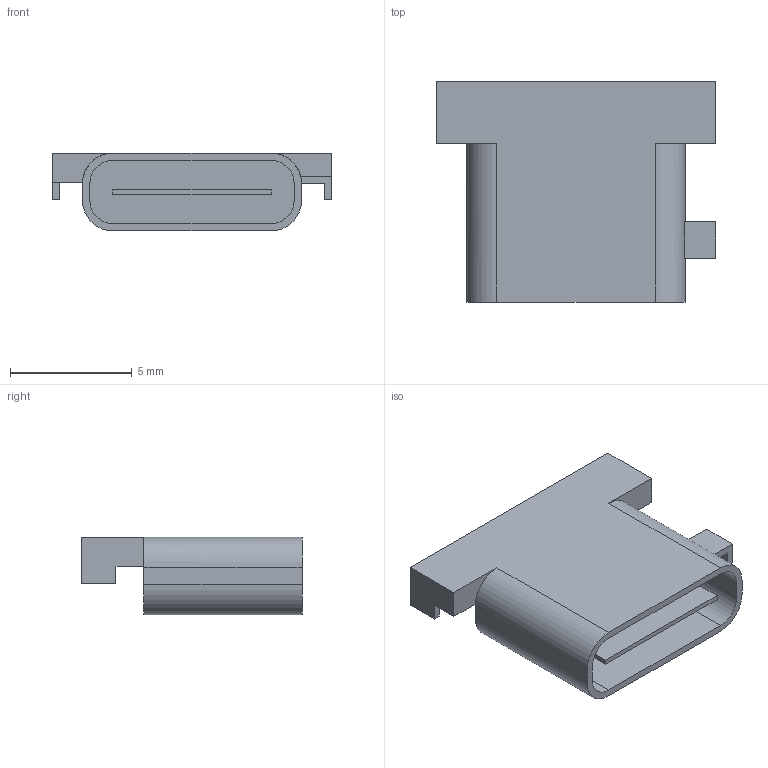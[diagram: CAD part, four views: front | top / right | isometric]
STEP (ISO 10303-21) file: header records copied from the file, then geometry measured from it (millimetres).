
FILE_DESCRIPTION(/* description */ (''),/* implementation_level */ '2;1');
FILE_NAME(/* name */ 'Hirose CX70M_24P1 USB Type C receptacle v3.step',/* time_stamp */ '2018-03-17T15:23:33+00:00',/* author */ ('eric.n.tech'),/* organization */ (''),/* preprocessor_version */ 'ST-DEVELOPER v16.13',/* originating_system */ 'Autodesk Translation Framework v6.5.0.72',/* authorisation */ '');
FILE_SCHEMA (('AUTOMOTIVE_DESIGN { 1 0 10303 214 3 1 1 }'));
Length unit declared in the file: millimetre
Products named in the file (1): Hirose CX70M-24P1 USB Type C receptacle
Bounding box: 11.5 x 9.05 x 3.2 mm (x, y, z)
Volume: 96.3 mm3; surface area: 483.3 mm2
Topology: 1 solids, 1 shells, 43 faces, 115 edges, 76 vertices
Faces by surface type: plane 35, cylinder 8
Entity records: 1386 total; most frequent: CARTESIAN_POINT 235, ORIENTED_EDGE 230, DIRECTION 223, EDGE_CURVE 115, LINE 95, VECTOR 95, VERTEX_POINT 76, AXIS2_PLACEMENT_3D 64
